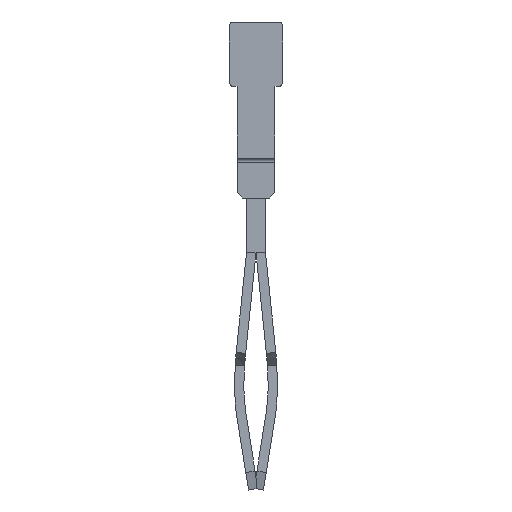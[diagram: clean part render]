
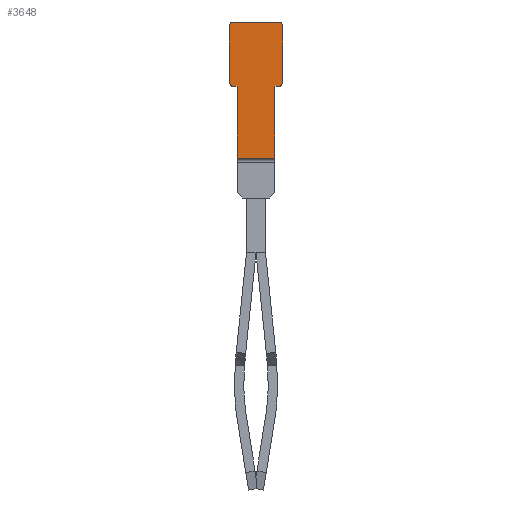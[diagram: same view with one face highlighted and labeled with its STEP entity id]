
A CAD part, left-side view. The second image highlights one B-rep face of the part: STEP entity #3648.
In plain terms, the highlighted planar face has unit normal (-1, 0, 0).
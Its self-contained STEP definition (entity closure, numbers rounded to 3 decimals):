
#2074=AXIS2_PLACEMENT_3D('Circle Axis2P3D',#2072,#2073,$) ;
#2158=AXIS2_PLACEMENT_3D('Circle Axis2P3D',#2156,#2157,$) ;
#2226=AXIS2_PLACEMENT_3D('Circle Axis2P3D',#2224,#2225,$) ;
#2288=AXIS2_PLACEMENT_3D('Circle Axis2P3D',#2286,#2287,$) ;
#3613=AXIS2_PLACEMENT_3D('Plane Axis2P3D',#3610,#3611,#3612) ;
#2053=CARTESIAN_POINT('Vertex',(0.,0.2,21.322)) ;
#2069=CARTESIAN_POINT('Vertex',(0.,0.,21.522)) ;
#2072=CARTESIAN_POINT('Axis2P3D Location',(0.,0.2,21.522)) ;
#2093=CARTESIAN_POINT('Vertex',(0.,0.,24.522)) ;
#2096=CARTESIAN_POINT('Line Origine',(0.,0.,23.022)) ;
#2153=CARTESIAN_POINT('Vertex',(0.,0.2,24.722)) ;
#2156=CARTESIAN_POINT('Axis2P3D Location',(0.,0.2,24.522)) ;
#2184=CARTESIAN_POINT('Vertex',(0.,2.6,24.722)) ;
#2187=CARTESIAN_POINT('Line Origine',(0.,1.4,24.722)) ;
#2221=CARTESIAN_POINT('Vertex',(0.,2.8,24.522)) ;
#2224=CARTESIAN_POINT('Axis2P3D Location',(0.,2.6,24.522)) ;
#2241=CARTESIAN_POINT('Line Origine',(0.,2.8,23.022)) ;
#2245=CARTESIAN_POINT('Vertex',(0.,2.8,21.522)) ;
#2283=CARTESIAN_POINT('Vertex',(0.,2.6,21.322)) ;
#2286=CARTESIAN_POINT('Axis2P3D Location',(0.,2.6,21.522)) ;
#2314=CARTESIAN_POINT('Vertex',(0.,2.4,21.322)) ;
#2317=CARTESIAN_POINT('Line Origine',(0.,2.5,21.322)) ;
#3595=CARTESIAN_POINT('Vertex',(0.,0.4,21.322)) ;
#3598=CARTESIAN_POINT('Line Origine',(0.,0.3,21.322)) ;
#3610=CARTESIAN_POINT('Axis2P3D Location',(0.,1.4,5.622)) ;
#3615=CARTESIAN_POINT('Line Origine',(0.,0.4,19.422)) ;
#3619=CARTESIAN_POINT('Vertex',(0.,0.4,17.522)) ;
#3622=CARTESIAN_POINT('Line Origine',(0.,2.4,19.422)) ;
#3626=CARTESIAN_POINT('Vertex',(0.,2.4,17.522)) ;
#3629=CARTESIAN_POINT('Line Origine',(0.,1.4,17.522)) ;
#2073=DIRECTION('Axis2P3D Direction',(-1.,0.,0.)) ;
#2097=DIRECTION('Vector Direction',(0.,0.,-1.)) ;
#2157=DIRECTION('Axis2P3D Direction',(-1.,0.,0.)) ;
#2188=DIRECTION('Vector Direction',(0.,-1.,0.)) ;
#2225=DIRECTION('Axis2P3D Direction',(-1.,0.,0.)) ;
#2242=DIRECTION('Vector Direction',(0.,0.,1.)) ;
#2287=DIRECTION('Axis2P3D Direction',(-1.,0.,0.)) ;
#2318=DIRECTION('Vector Direction',(0.,1.,0.)) ;
#3599=DIRECTION('Vector Direction',(0.,1.,0.)) ;
#3611=DIRECTION('Axis2P3D Direction',(-1.,0.,0.)) ;
#3612=DIRECTION('Axis2P3D XDirection',(0.,-1.,0.)) ;
#3616=DIRECTION('Vector Direction',(0.,0.,-1.)) ;
#3623=DIRECTION('Vector Direction',(0.,0.,1.)) ;
#3630=DIRECTION('Vector Direction',(0.,-1.,0.)) ;
#2098=VECTOR('Line Direction',#2097,1.) ;
#2189=VECTOR('Line Direction',#2188,1.) ;
#2243=VECTOR('Line Direction',#2242,1.) ;
#2319=VECTOR('Line Direction',#2318,1.) ;
#3600=VECTOR('Line Direction',#3599,1.) ;
#3617=VECTOR('Line Direction',#3616,1.) ;
#3624=VECTOR('Line Direction',#3623,1.) ;
#3631=VECTOR('Line Direction',#3630,1.) ;
#3635=ORIENTED_EDGE('',*,*,#3621,.T.) ;
#3636=ORIENTED_EDGE('',*,*,#3602,.T.) ;
#3637=ORIENTED_EDGE('',*,*,#2076,.T.) ;
#3638=ORIENTED_EDGE('',*,*,#2100,.T.) ;
#3639=ORIENTED_EDGE('',*,*,#2160,.T.) ;
#3640=ORIENTED_EDGE('',*,*,#2191,.T.) ;
#3641=ORIENTED_EDGE('',*,*,#2228,.T.) ;
#3642=ORIENTED_EDGE('',*,*,#2247,.T.) ;
#3643=ORIENTED_EDGE('',*,*,#2290,.T.) ;
#3644=ORIENTED_EDGE('',*,*,#2321,.T.) ;
#3645=ORIENTED_EDGE('',*,*,#3628,.T.) ;
#3646=ORIENTED_EDGE('',*,*,#3633,.F.) ;
#3648=ADVANCED_FACE('58451_ZQV_2-5N_KU',(#3647),#3614,.T.) ;
#2075=CIRCLE('generated circle',#2074,0.2) ;
#2159=CIRCLE('generated circle',#2158,0.2) ;
#2227=CIRCLE('generated circle',#2226,0.2) ;
#2289=CIRCLE('generated circle',#2288,0.2) ;
#2076=EDGE_CURVE('',#2054,#2070,#2075,.T.) ;
#2100=EDGE_CURVE('',#2070,#2094,#2099,.F.) ;
#2160=EDGE_CURVE('',#2094,#2154,#2159,.T.) ;
#2191=EDGE_CURVE('',#2154,#2185,#2190,.F.) ;
#2228=EDGE_CURVE('',#2185,#2222,#2227,.T.) ;
#2247=EDGE_CURVE('',#2222,#2246,#2244,.F.) ;
#2290=EDGE_CURVE('',#2246,#2284,#2289,.T.) ;
#2321=EDGE_CURVE('',#2284,#2315,#2320,.F.) ;
#3602=EDGE_CURVE('',#3596,#2054,#3601,.F.) ;
#3621=EDGE_CURVE('',#3620,#3596,#3618,.F.) ;
#3628=EDGE_CURVE('',#2315,#3627,#3625,.F.) ;
#3633=EDGE_CURVE('',#3620,#3627,#3632,.F.) ;
#3634=EDGE_LOOP('',(#3635,#3636,#3637,#3638,#3639,#3640,#3641,#3642,#3643,#3644,#3645,#3646)) ;
#3647=FACE_OUTER_BOUND('',#3634,.T.) ;
#2099=LINE('Line',#2096,#2098) ;
#2190=LINE('Line',#2187,#2189) ;
#2244=LINE('Line',#2241,#2243) ;
#2320=LINE('Line',#2317,#2319) ;
#3601=LINE('Line',#3598,#3600) ;
#3618=LINE('Line',#3615,#3617) ;
#3625=LINE('Line',#3622,#3624) ;
#3632=LINE('Line',#3629,#3631) ;
#3614=PLANE('',#3613) ;
#2054=VERTEX_POINT('',#2053) ;
#2070=VERTEX_POINT('',#2069) ;
#2094=VERTEX_POINT('',#2093) ;
#2154=VERTEX_POINT('',#2153) ;
#2185=VERTEX_POINT('',#2184) ;
#2222=VERTEX_POINT('',#2221) ;
#2246=VERTEX_POINT('',#2245) ;
#2284=VERTEX_POINT('',#2283) ;
#2315=VERTEX_POINT('',#2314) ;
#3596=VERTEX_POINT('',#3595) ;
#3620=VERTEX_POINT('',#3619) ;
#3627=VERTEX_POINT('',#3626) ;
